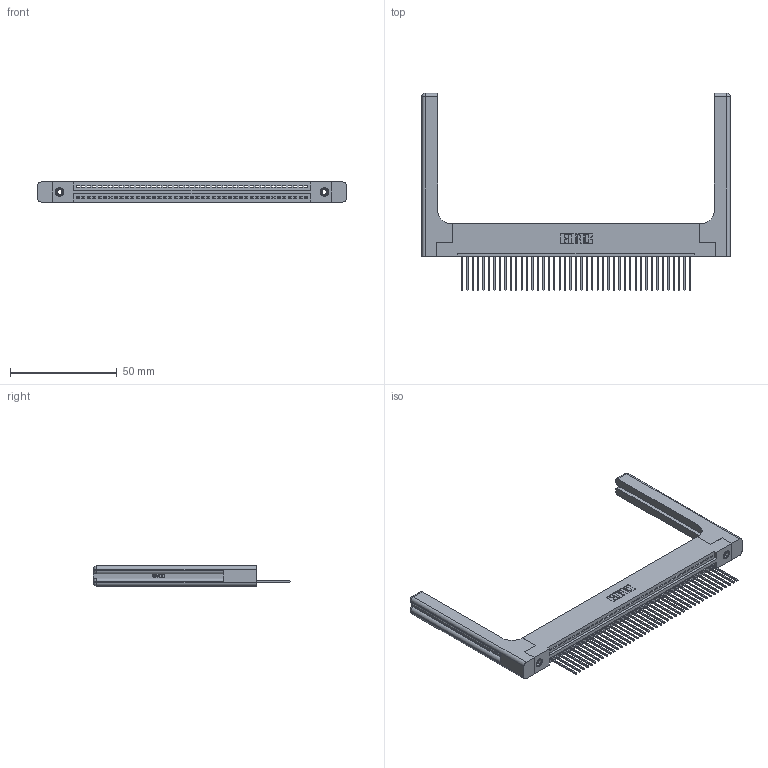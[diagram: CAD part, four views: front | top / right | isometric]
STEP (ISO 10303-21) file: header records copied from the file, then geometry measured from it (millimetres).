
FILE_DESCRIPTION (( 'STEP AP203' ), '1' );
FILE_NAME ('345-043-542-158.STEP', '2019-10-08T17:14:20', ( '' ), ( '' ), 'SwSTEP 2.0', 'SolidWorks 2016', '' );
FILE_SCHEMA (( 'CONFIG_CONTROL_DESIGN' ));
Length unit declared in the file: inch
Products named in the file (5): 345-250-001_345-250-001-102; 345 Part_Flush Mounting Lugs - 0.156 Dia-TH; 345-043-542-158; 345-220-058_345-220-058; 345-292-001_345-293-142
Assembly tree (48 placements, depth 2):
  345-043-542-158
    345 Part_Flush Mounting Lugs - 0.156 Dia-TH
    345-292-001_345-293-142  x43
    345-250-001_345-250-001-102  x2
    345-220-058_345-220-058  x2
Bounding box: 144.25 x 92.25 x 9.4 mm (x, y, z)
Volume: 22309.5 mm3; surface area: 24269.2 mm2
Topology: 48 solids, 48 shells, 2876 faces, 8575 edges, 5638 vertices
Faces by surface type: plane 1948, cylinder 868, bspline 36, cone 12, sphere 8, torus 4
Entity records: 37428 total; most frequent: CARTESIAN_POINT 7454, ORIENTED_EDGE 6228, DIRECTION 5456, EDGE_CURVE 3114, LINE 2718, VECTOR 2718, VERTEX_POINT 2066, AXIS2_PLACEMENT_3D 1369
